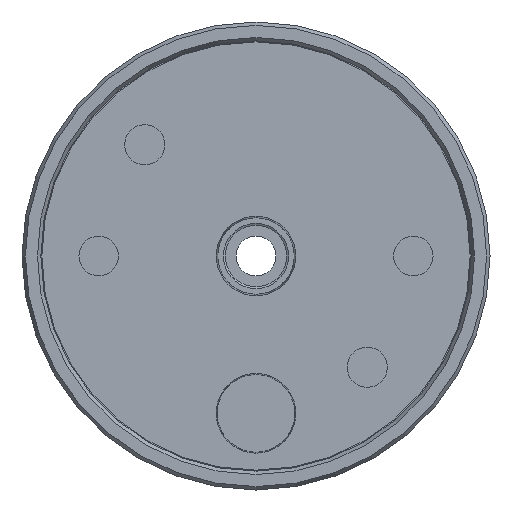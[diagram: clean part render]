
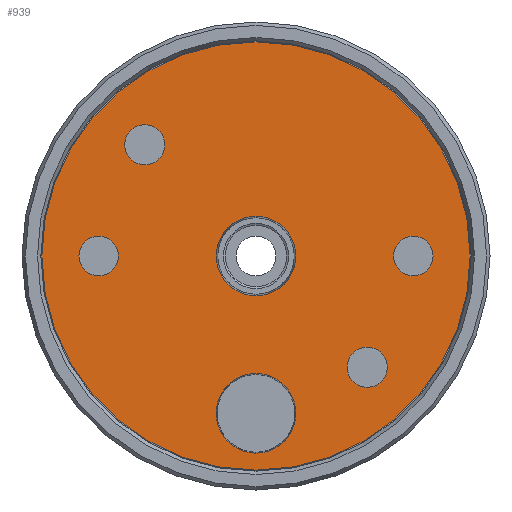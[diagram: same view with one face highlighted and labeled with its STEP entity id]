
A CAD part, front view. The second image highlights one B-rep face of the part: STEP entity #939.
In plain terms, the highlighted planar face has unit normal (0, -1, 0).
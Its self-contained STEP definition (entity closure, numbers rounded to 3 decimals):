
#32 = FACE_BOUND ( 'NONE', #1909, .T. ) ;
#58 = EDGE_LOOP ( 'NONE', ( #2417 ) ) ;
#72 = AXIS2_PLACEMENT_3D ( 'NONE', #93, #902, #1933 ) ;
#76 = VERTEX_POINT ( 'NONE', #1666 ) ;
#88 = EDGE_CURVE ( 'NONE', #1616, #1616, #1232, .T. ) ;
#93 = CARTESIAN_POINT ( 'NONE',  ( 0., 0., -20.32 ) ) ;
#121 = AXIS2_PLACEMENT_3D ( 'NONE', #1394, #2473, #2025 ) ;
#144 = AXIS2_PLACEMENT_3D ( 'NONE', #1212, #1431, #774 ) ;
#232 = FACE_BOUND ( 'NONE', #1508, .T. ) ;
#245 = EDGE_LOOP ( 'NONE', ( #493 ) ) ;
#369 = CARTESIAN_POINT ( 'NONE',  ( -14.368, 0., 16.948 ) ) ;
#455 = DIRECTION ( 'NONE',  ( 0., -1., 0. ) ) ;
#479 = DIRECTION ( 'NONE',  ( 0., 0., 1. ) ) ;
#493 = ORIENTED_EDGE ( 'NONE', *, *, #1205, .F. ) ;
#621 = DIRECTION ( 'NONE',  ( 0., -1., 0. ) ) ;
#711 = VERTEX_POINT ( 'NONE', #1982 ) ;
#732 = VERTEX_POINT ( 'NONE', #924 ) ;
#768 = EDGE_CURVE ( 'NONE', #76, #76, #1880, .T. ) ;
#774 = DIRECTION ( 'NONE',  ( 0., 0., 1. ) ) ;
#788 = CARTESIAN_POINT ( 'NONE',  ( -20.32, 0., 0. ) ) ;
#839 = FACE_BOUND ( 'NONE', #245, .T. ) ;
#885 = ORIENTED_EDGE ( 'NONE', *, *, #1368, .T. ) ;
#902 = DIRECTION ( 'NONE',  ( 0., -1., 0. ) ) ;
#920 = ORIENTED_EDGE ( 'NONE', *, *, #768, .F. ) ;
#924 = CARTESIAN_POINT ( 'NONE',  ( 14.368, 0., -11.789 ) ) ;
#939 = ADVANCED_FACE ( 'NONE', ( #32, #839, #2627, #2045, #232, #1639, #2060 ), #1234, .F. ) ;
#1003 = DIRECTION ( 'NONE',  ( 0., 0., 1. ) ) ;
#1014 = AXIS2_PLACEMENT_3D ( 'NONE', #1708, #1651, #479 ) ;
#1110 = CARTESIAN_POINT ( 'NONE',  ( 20.32, 0., 0. ) ) ;
#1111 = AXIS2_PLACEMENT_3D ( 'NONE', #1443, #621, #2465 ) ;
#1115 = EDGE_LOOP ( 'NONE', ( #2205 ) ) ;
#1140 = VERTEX_POINT ( 'NONE', #1963 ) ;
#1198 = CARTESIAN_POINT ( 'NONE',  ( 0., 0., 5.144 ) ) ;
#1205 = EDGE_CURVE ( 'NONE', #1761, #1761, #1827, .T. ) ;
#1212 = CARTESIAN_POINT ( 'NONE',  ( 0., 0., 0. ) ) ;
#1232 = CIRCLE ( 'NONE', #1111, 5.144 ) ;
#1234 = PLANE ( 'NONE',  #121 ) ;
#1287 = DIRECTION ( 'NONE',  ( 0., -1., 0. ) ) ;
#1299 = EDGE_LOOP ( 'NONE', ( #885 ) ) ;
#1354 = AXIS2_PLACEMENT_3D ( 'NONE', #1110, #1898, #2087 ) ;
#1368 = EDGE_CURVE ( 'NONE', #1140, #1140, #2206, .T. ) ;
#1393 = VERTEX_POINT ( 'NONE', #2431 ) ;
#1394 = CARTESIAN_POINT ( 'NONE',  ( 0., 0., 0. ) ) ;
#1431 = DIRECTION ( 'NONE',  ( 0., -1., 0. ) ) ;
#1443 = CARTESIAN_POINT ( 'NONE',  ( 0., 0., 0. ) ) ;
#1481 = ORIENTED_EDGE ( 'NONE', *, *, #88, .F. ) ;
#1508 = EDGE_LOOP ( 'NONE', ( #1481 ) ) ;
#1565 = EDGE_CURVE ( 'NONE', #732, #732, #1831, .T. ) ;
#1588 = EDGE_CURVE ( 'NONE', #711, #711, #2380, .T. ) ;
#1616 = VERTEX_POINT ( 'NONE', #1198 ) ;
#1639 = FACE_BOUND ( 'NONE', #58, .T. ) ;
#1651 = DIRECTION ( 'NONE',  ( 0., -1., 0. ) ) ;
#1666 = CARTESIAN_POINT ( 'NONE',  ( -20.32, 0., 2.553 ) ) ;
#1708 = CARTESIAN_POINT ( 'NONE',  ( 14.368, 0., -14.368 ) ) ;
#1761 = VERTEX_POINT ( 'NONE', #369 ) ;
#1827 = CIRCLE ( 'NONE', #1910, 2.58 ) ;
#1831 = CIRCLE ( 'NONE', #1014, 2.58 ) ;
#1865 = EDGE_LOOP ( 'NONE', ( #920 ) ) ;
#1874 = CARTESIAN_POINT ( 'NONE',  ( -14.368, 0., 14.368 ) ) ;
#1880 = CIRCLE ( 'NONE', #2218, 2.553 ) ;
#1898 = DIRECTION ( 'NONE',  ( 0., -1., 0. ) ) ;
#1909 = EDGE_LOOP ( 'NONE', ( #2347 ) ) ;
#1910 = AXIS2_PLACEMENT_3D ( 'NONE', #1874, #1287, #1935 ) ;
#1933 = DIRECTION ( 'NONE',  ( 0., 0., 1. ) ) ;
#1935 = DIRECTION ( 'NONE',  ( 0., 0., 1. ) ) ;
#1963 = CARTESIAN_POINT ( 'NONE',  ( 0., 0., 27.661 ) ) ;
#1982 = CARTESIAN_POINT ( 'NONE',  ( 20.32, 0., 2.553 ) ) ;
#2025 = DIRECTION ( 'NONE',  ( 0., 0., -1. ) ) ;
#2045 = FACE_BOUND ( 'NONE', #1865, .T. ) ;
#2060 = FACE_OUTER_BOUND ( 'NONE', #1299, .T. ) ;
#2087 = DIRECTION ( 'NONE',  ( 0., 0., 1. ) ) ;
#2205 = ORIENTED_EDGE ( 'NONE', *, *, #1588, .F. ) ;
#2206 = CIRCLE ( 'NONE', #144, 27.661 ) ;
#2218 = AXIS2_PLACEMENT_3D ( 'NONE', #788, #455, #1003 ) ;
#2347 = ORIENTED_EDGE ( 'NONE', *, *, #1565, .F. ) ;
#2349 = CIRCLE ( 'NONE', #72, 5.144 ) ;
#2380 = CIRCLE ( 'NONE', #1354, 2.553 ) ;
#2403 = EDGE_CURVE ( 'NONE', #1393, #1393, #2349, .T. ) ;
#2417 = ORIENTED_EDGE ( 'NONE', *, *, #2403, .F. ) ;
#2431 = CARTESIAN_POINT ( 'NONE',  ( 0., 0., -15.176 ) ) ;
#2465 = DIRECTION ( 'NONE',  ( 0., 0., 1. ) ) ;
#2473 = DIRECTION ( 'NONE',  ( 0., 1., 0. ) ) ;
#2627 = FACE_BOUND ( 'NONE', #1115, .T. ) ;
